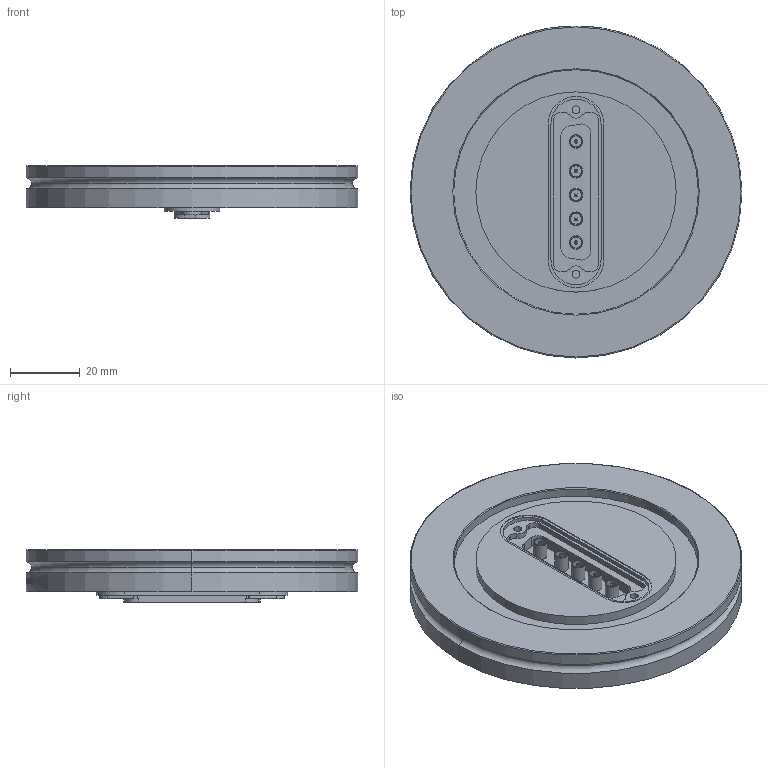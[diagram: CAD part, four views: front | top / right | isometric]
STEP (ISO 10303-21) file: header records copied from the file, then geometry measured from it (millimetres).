
FILE_DESCRIPTION(/* description */ ('Alibre Inc.'),/* implementation_level */ '2;1');
FILE_NAME(/* name */ 'export0',/* time_stamp */ '2014-10-06T10:34:48-07:00',/* author */ (''),/* organization */ (''),/* preprocessor_version */ 'ST-DEVELOPER v14',/* originating_system */ 'Alibre',/* authorisation */ '');
FILE_SCHEMA (('CONFIG_CONTROL_DESIGN'));
Length unit declared in the file: centimetre
Products named in the file (1): ID_1
Bounding box: 95 x 95 x 14.96 mm (x, y, z)
Volume: 74214.4 mm3; surface area: 23306.6 mm2
Topology: 1 solids, 1 shells, 484 faces, 1189 edges, 780 vertices
Faces by surface type: plane 194, bspline 140, cylinder 111, cone 22, torus 16, sphere 1
Full cylindrical faces by diameter (mm): 0.965 x10, 2.261 x4, 3.175 x10, 3.886 x10
Entity records: 38038 total; most frequent: CARTESIAN_POINT 28077, ORIENTED_EDGE 2246, DIRECTION 1441, EDGE_CURVE 1123, VERTEX_POINT 778, AXIS2_PLACEMENT_3D 660, EDGE_LOOP 621, FACE_BOUND 621
